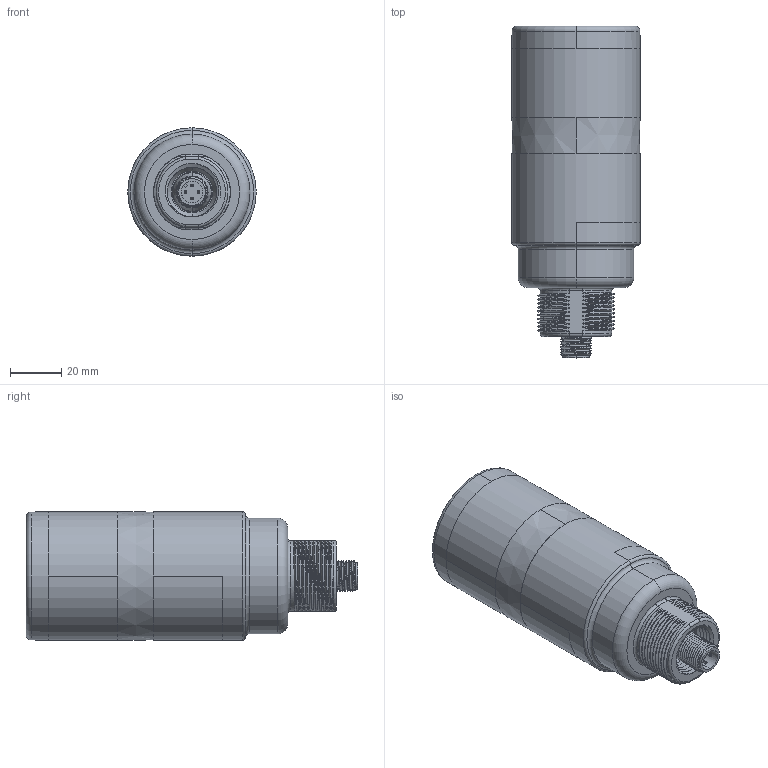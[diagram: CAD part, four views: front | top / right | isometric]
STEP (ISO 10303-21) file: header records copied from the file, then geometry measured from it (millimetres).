
FILE_DESCRIPTION((''),'2;1');
FILE_NAME('145172_SW','2009-02-10T',('banengservice'),('BANNER ENGINEERING'),'PRO/ENGINEER BY PARAMETRIC TECHNOLOGY CORPORATION, 2006170','PRO/ENGINEER BY PARAMETRIC TECHNOLOGY CORPORATION, 2006170','');
FILE_SCHEMA(('CONFIG_CONTROL_DESIGN'));
Products named in the file (1): 145172_SW
Bounding box: 50 x 129.15 x 50 mm (x, y, z)
Volume: 67686.9 mm3; surface area: 63556.5 mm2
Topology: 2 solids, 2 shells, 788 faces, 2044 edges, 1315 vertices
Faces by surface type: plane 293, cylinder 261, bspline 122, cone 74, torus 38
Entity records: 46232 total; most frequent: CARTESIAN_POINT 27753, ORIENTED_EDGE 4088, DIRECTION 3473, EDGE_CURVE 2044, VERTEX_POINT 1315, AXIS2_PLACEMENT_3D 1262, VECTOR 949, LINE 949
